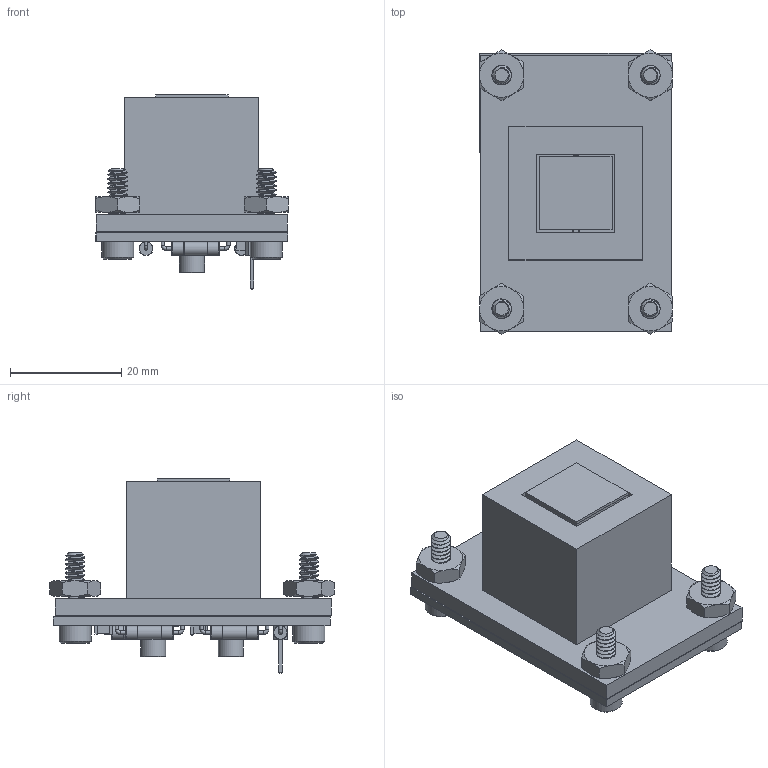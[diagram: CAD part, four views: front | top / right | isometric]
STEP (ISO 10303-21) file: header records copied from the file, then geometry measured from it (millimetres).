
FILE_DESCRIPTION(/* description */ (''),/* implementation_level */ '2;1');
FILE_NAME(/* name */ 'master v11.step',/* time_stamp */ '2022-02-05T16:49:56-05:00',/* author */ (''),/* organization */ (''),/* preprocessor_version */ 'ST-DEVELOPER v18.1',/* originating_system */ 'Autodesk Translation Framework v10.13.0.1454',/* authorisation */ '');
FILE_SCHEMA (('AUTOMOTIVE_DESIGN { 1 0 10303 214 3 1 1 }'));
Length unit declared in the file: millimetre
Products named in the file (23): master; scintillator; SiPM; tiny; PCB Component; Board; PM33XX-WB; 621006245821; 621006245821_Housing; 6210xx245821_PIN; SiPM_1; PCB Component_1; Board_1; MOLEX_73366-0061MOLEX_73366-0061_0_0; 1p; RESAD1176W63L850D250B; 1X01; 1X03; MCX; shielding; mount; screw_6-32_1/2"; nut_6-32
Assembly tree (42 placements, depth 5):
  master
    scintillator
    SiPM
    tiny
      PCB Component
        Board
        PM33XX-WB
        621006245821
          621006245821_Housing
          6210xx245821_PIN  x6
    SiPM_1
      PCB Component_1
        Board_1
        MOLEX_73366-0061MOLEX_73366-0061_0_0  x2
        1p  x3
        RESAD1176W63L850D250B  x6
        1X01
        1X03
    MCX  x2
    shielding
    mount
    screw_6-32_1/2"  x4
    nut_6-32  x4
Bounding box: 34.61 x 51.08 x 34.88 mm (x, y, z)
Volume: 18578.7 mm3; surface area: 16854.6 mm2
Topology: 38 solids, 38 shells, 1080 faces, 2609 edges, 1654 vertices
Faces by surface type: plane 605, cylinder 271, cone 126, torus 50, bspline 16, sphere 12
Full cylindrical faces by diameter (mm): 0.35 x3, 0.63 x24, 0.83 x12, 0.97 x2, 0.988 x2, 1.016 x4, 1.17 x2, 1.52 x8, 1.854 x2, 2.375 x6, 2.474 x60, 2.5 x12, 3.45 x2, 3.505 x68, 3.65 x2, 3.797 x8, 4.5 x2, 5.74 x4
Entity records: 19827 total; most frequent: CARTESIAN_POINT 6336, ORIENTED_EDGE 2580, DIRECTION 2541, EDGE_CURVE 1290, LINE 959, VECTOR 959, VERTEX_POINT 833, AXIS2_PLACEMENT_3D 791
